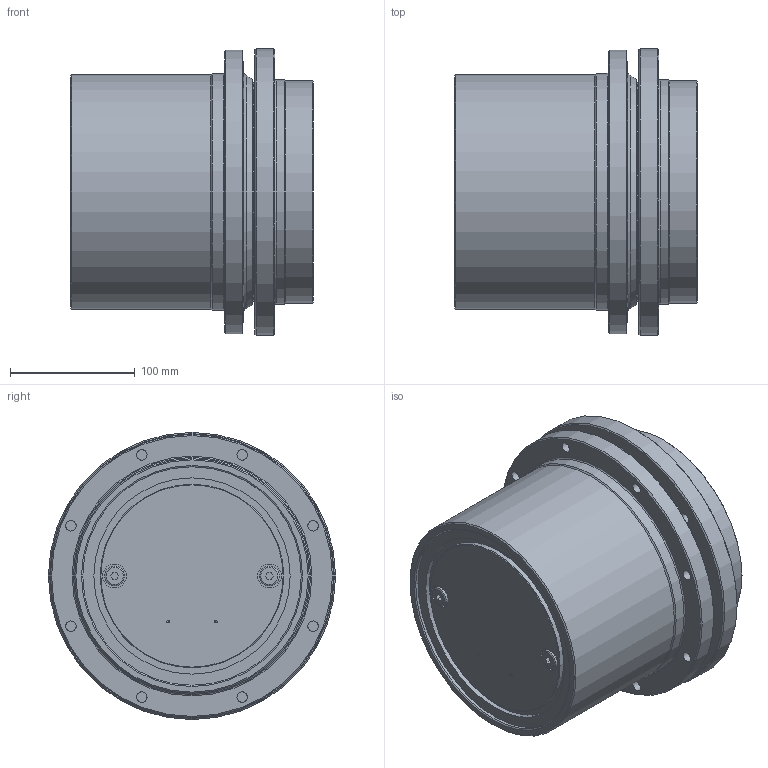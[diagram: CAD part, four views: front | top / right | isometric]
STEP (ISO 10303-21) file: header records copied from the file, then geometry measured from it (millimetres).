
FILE_DESCRIPTION(/* description */ (''),/* implementation_level */ '2;1');
FILE_NAME(/* name */ '000000088071.stp',/* time_stamp */ '2023-06-19T10:53:40+02:00',/* author */ ('STP3D'),/* organization */ (''),/* preprocessor_version */ 'ST-DEVELOPER v18.1',/* originating_system */ 'Autodesk Inventor 2022',/* authorisation */ '');
FILE_SCHEMA (('CONFIG_CONTROL_DESIGN'));
Length unit declared in the file: centimetre
Products named in the file (1): 000000088071
Bounding box: 194.6 x 230 x 230 mm (x, y, z)
Volume: 5519464.1 mm3; surface area: 254967 mm2
Topology: 1 solids, 1 shells, 486 faces, 1296 edges, 857 vertices
Faces by surface type: plane 371, cylinder 59, cone 39, torus 17
Full cylindrical faces by diameter (mm): 2.2 x2, 8.376 x20, 8.566 x1, 13 x8, 14 x8, 16 x3, 19 x2, 28.5 x1, 43 x1, 64 x1, 100 x1, 107.8 x1, 147 x1, 157.2 x1, 175 x2, 178 x1, 180 x1, 188 x1, 190 x1, 227 x1, 230 x1
Entity records: 15521 total; most frequent: CARTESIAN_POINT 3877, ORIENTED_EDGE 2578, DIRECTION 2150, EDGE_CURVE 1289, VERTEX_POINT 857, LINE 794, VECTOR 794, AXIS2_PLACEMENT_3D 678
